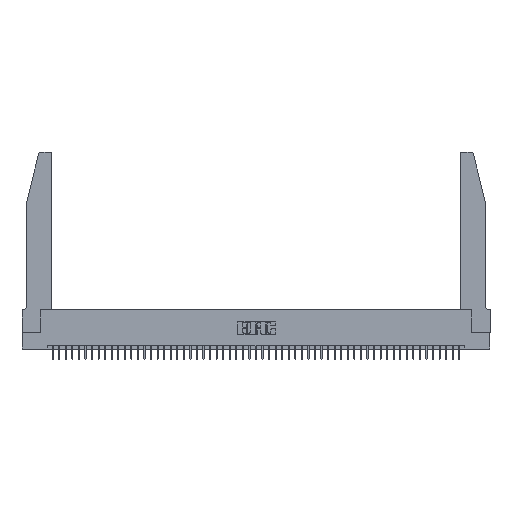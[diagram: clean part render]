
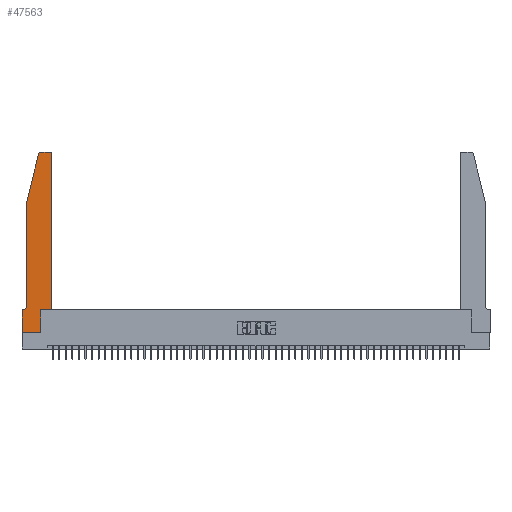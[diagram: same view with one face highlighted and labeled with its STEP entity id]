
A CAD part, top view. The second image highlights one B-rep face of the part: STEP entity #47563.
In plain terms, the highlighted planar face has unit normal (0, 0, 1).
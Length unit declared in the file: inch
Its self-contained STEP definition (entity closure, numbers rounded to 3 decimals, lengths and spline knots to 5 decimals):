
#271 = DIRECTION ( 'NONE',  ( 0., 1., 0. ) ) ;
#443 = CARTESIAN_POINT ( 'NONE',  ( 0.4505, 0.35, 0.37 ) ) ;
#1123 = LINE ( 'NONE', #37673, #11838 ) ;
#2159 = VECTOR ( 'NONE', #25041, 39.37008 ) ;
#2810 = EDGE_CURVE ( 'NONE', #11477, #4481, #21016, .T. ) ;
#3104 = CIRCLE ( 'NONE', #6419, 0.03 ) ;
#3869 = VECTOR ( 'NONE', #271, 39.37008 ) ;
#3993 = CARTESIAN_POINT ( 'NONE',  ( 0.284, 2.72, 0.37 ) ) ;
#4481 = VERTEX_POINT ( 'NONE', #25085 ) ;
#5899 = DIRECTION ( 'NONE',  ( 0., 0., 1. ) ) ;
#6043 = VERTEX_POINT ( 'NONE', #47038 ) ;
#6419 = AXIS2_PLACEMENT_3D ( 'NONE', #16157, #43920, #20172 ) ;
#7517 = CARTESIAN_POINT ( 'NONE',  ( 0.2605, 2.75, 0.37 ) ) ;
#8004 = VECTOR ( 'NONE', #12460, 39.37008 ) ;
#8089 = DIRECTION ( 'NONE',  ( 1., 0., 0. ) ) ;
#8894 = ORIENTED_EDGE ( 'NONE', *, *, #40066, .T. ) ;
#8946 = EDGE_CURVE ( 'NONE', #36895, #19835, #43262, .T. ) ;
#8973 = AXIS2_PLACEMENT_3D ( 'NONE', #3993, #31923, #8089 ) ;
#9016 = CARTESIAN_POINT ( 'NONE',  ( 0.0755, 0.35, 0.37 ) ) ;
#9496 = ORIENTED_EDGE ( 'NONE', *, *, #25452, .T. ) ;
#9983 = CARTESIAN_POINT ( 'NONE',  ( 0.0755, 2., 0.37 ) ) ;
#10450 = CARTESIAN_POINT ( 'NONE',  ( 0.0755, 2., 0.37 ) ) ;
#11085 = EDGE_CURVE ( 'NONE', #6043, #14763, #46175, .T. ) ;
#11477 = VERTEX_POINT ( 'NONE', #46880 ) ;
#11838 = VECTOR ( 'NONE', #41474, 39.37008 ) ;
#12001 = LINE ( 'NONE', #7517, #30726 ) ;
#12338 = CARTESIAN_POINT ( 'NONE',  ( 0.4205, 2.75, 0.37 ) ) ;
#12460 = DIRECTION ( 'NONE',  ( -0.239, -0.971, 0. ) ) ;
#13220 = VERTEX_POINT ( 'NONE', #9983 ) ;
#14440 = DIRECTION ( 'NONE',  ( 0., -1., 0. ) ) ;
#14763 = VERTEX_POINT ( 'NONE', #23624 ) ;
#14997 = CIRCLE ( 'NONE', #8973, 0.03 ) ;
#15338 = CARTESIAN_POINT ( 'NONE',  ( 0.2865, 0.35, 0.37 ) ) ;
#15554 = VECTOR ( 'NONE', #39314, 39.37008 ) ;
#16157 = CARTESIAN_POINT ( 'NONE',  ( 0.4205, 2.72, 0.37 ) ) ;
#16313 = VECTOR ( 'NONE', #14440, 39.37008 ) ;
#17279 = ORIENTED_EDGE ( 'NONE', *, *, #19303, .T. ) ;
#18213 = ORIENTED_EDGE ( 'NONE', *, *, #45112, .T. ) ;
#18446 = CARTESIAN_POINT ( 'NONE',  ( 0., 0.35, 0.37 ) ) ;
#18642 = CARTESIAN_POINT ( 'NONE',  ( 0., 0., 0.37 ) ) ;
#18981 = ORIENTED_EDGE ( 'NONE', *, *, #24765, .T. ) ;
#19303 = EDGE_CURVE ( 'NONE', #37296, #6043, #35478, .T. ) ;
#19835 = VERTEX_POINT ( 'NONE', #18446 ) ;
#20172 = DIRECTION ( 'NONE',  ( 1., 0., 0. ) ) ;
#21016 = LINE ( 'NONE', #18642, #50055 ) ;
#22178 = ORIENTED_EDGE ( 'NONE', *, *, #32106, .T. ) ;
#22403 = CARTESIAN_POINT ( 'NONE',  ( 0.0055, 0.42, 0.37 ) ) ;
#22556 = EDGE_LOOP ( 'NONE', ( #8894, #38448, #18213, #18981, #9496, #45891, #22178, #41606, #26385, #17279, #29904, #46967 ) ) ;
#23624 = CARTESIAN_POINT ( 'NONE',  ( 0.4505, 2.72, 0.37 ) ) ;
#24765 = EDGE_CURVE ( 'NONE', #13220, #28297, #47923, .T. ) ;
#25021 = CIRCLE ( 'NONE', #31303, 0.07 ) ;
#25041 = DIRECTION ( 'NONE',  ( -1., 0., 0. ) ) ;
#25085 = CARTESIAN_POINT ( 'NONE',  ( 0.2865, 0., 0.37 ) ) ;
#25452 = EDGE_CURVE ( 'NONE', #28297, #36895, #25021, .T. ) ;
#25612 = AXIS2_PLACEMENT_3D ( 'NONE', #29805, #5899, #33771 ) ;
#25689 = EDGE_CURVE ( 'NONE', #49732, #27716, #14997, .T. ) ;
#26385 = ORIENTED_EDGE ( 'NONE', *, *, #35806, .T. ) ;
#26431 = DIRECTION ( 'NONE',  ( -1., 0., 0. ) ) ;
#26709 = DIRECTION ( 'NONE',  ( 1., 0., 0. ) ) ;
#27089 = FACE_OUTER_BOUND ( 'NONE', #22556, .T. ) ;
#27716 = VERTEX_POINT ( 'NONE', #31768 ) ;
#28297 = VERTEX_POINT ( 'NONE', #38983 ) ;
#29629 = PLANE ( 'NONE',  #25612 ) ;
#29805 = CARTESIAN_POINT ( 'NONE',  ( 0., 0.35, 0.37 ) ) ;
#29904 = ORIENTED_EDGE ( 'NONE', *, *, #11085, .T. ) ;
#30726 = VECTOR ( 'NONE', #43285, 39.37008 ) ;
#31303 = AXIS2_PLACEMENT_3D ( 'NONE', #22403, #50005, #26431 ) ;
#31370 = EDGE_CURVE ( 'NONE', #14763, #45892, #3104, .T. ) ;
#31768 = CARTESIAN_POINT ( 'NONE',  ( 0.25487, 2.72718, 0.37 ) ) ;
#31923 = DIRECTION ( 'NONE',  ( 0., 0., 1. ) ) ;
#32106 = EDGE_CURVE ( 'NONE', #19835, #11477, #1123, .T. ) ;
#33771 = DIRECTION ( 'NONE',  ( 1., 0., 0. ) ) ;
#34543 = VECTOR ( 'NONE', #36733, 39.37008 ) ;
#35478 = LINE ( 'NONE', #43289, #15554 ) ;
#35806 = EDGE_CURVE ( 'NONE', #4481, #37296, #46234, .T. ) ;
#36252 = CARTESIAN_POINT ( 'NONE',  ( 0.0755, 2., 0.37 ) ) ;
#36733 = DIRECTION ( 'NONE',  ( 0., 1., 0. ) ) ;
#36759 = CARTESIAN_POINT ( 'NONE',  ( 0.0055, 0.35, 0.37 ) ) ;
#36895 = VERTEX_POINT ( 'NONE', #36759 ) ;
#37296 = VERTEX_POINT ( 'NONE', #15338 ) ;
#37673 = CARTESIAN_POINT ( 'NONE',  ( 0., 0., 0.37 ) ) ;
#38448 = ORIENTED_EDGE ( 'NONE', *, *, #25689, .T. ) ;
#38983 = CARTESIAN_POINT ( 'NONE',  ( 0.0755, 0.42, 0.37 ) ) ;
#39314 = DIRECTION ( 'NONE',  ( 1., 0., 0. ) ) ;
#39689 = LINE ( 'NONE', #36252, #8004 ) ;
#40066 = EDGE_CURVE ( 'NONE', #45892, #49732, #12001, .T. ) ;
#40709 = CARTESIAN_POINT ( 'NONE',  ( 0.2865, 0.35, 0.37 ) ) ;
#41474 = DIRECTION ( 'NONE',  ( 0., -1., 0. ) ) ;
#41606 = ORIENTED_EDGE ( 'NONE', *, *, #2810, .T. ) ;
#43262 = LINE ( 'NONE', #9016, #2159 ) ;
#43285 = DIRECTION ( 'NONE',  ( -1., 0., 0. ) ) ;
#43289 = CARTESIAN_POINT ( 'NONE',  ( 0.4505, 0.35, 0.37 ) ) ;
#43920 = DIRECTION ( 'NONE',  ( 0., 0., 1. ) ) ;
#45112 = EDGE_CURVE ( 'NONE', #27716, #13220, #39689, .T. ) ;
#45891 = ORIENTED_EDGE ( 'NONE', *, *, #8946, .T. ) ;
#45892 = VERTEX_POINT ( 'NONE', #12338 ) ;
#46175 = LINE ( 'NONE', #443, #3869 ) ;
#46234 = LINE ( 'NONE', #40709, #34543 ) ;
#46880 = CARTESIAN_POINT ( 'NONE',  ( 0., 0., 0.37 ) ) ;
#46967 = ORIENTED_EDGE ( 'NONE', *, *, #31370, .T. ) ;
#47038 = CARTESIAN_POINT ( 'NONE',  ( 0.4505, 0.35, 0.37 ) ) ;
#47563 = ADVANCED_FACE ( 'NONE', ( #27089 ), #29629, .T. ) ;
#47923 = LINE ( 'NONE', #10450, #16313 ) ;
#49732 = VERTEX_POINT ( 'NONE', #49901 ) ;
#49901 = CARTESIAN_POINT ( 'NONE',  ( 0.284, 2.75, 0.37 ) ) ;
#50005 = DIRECTION ( 'NONE',  ( 0., 0., -1. ) ) ;
#50055 = VECTOR ( 'NONE', #26709, 39.37008 ) ;
